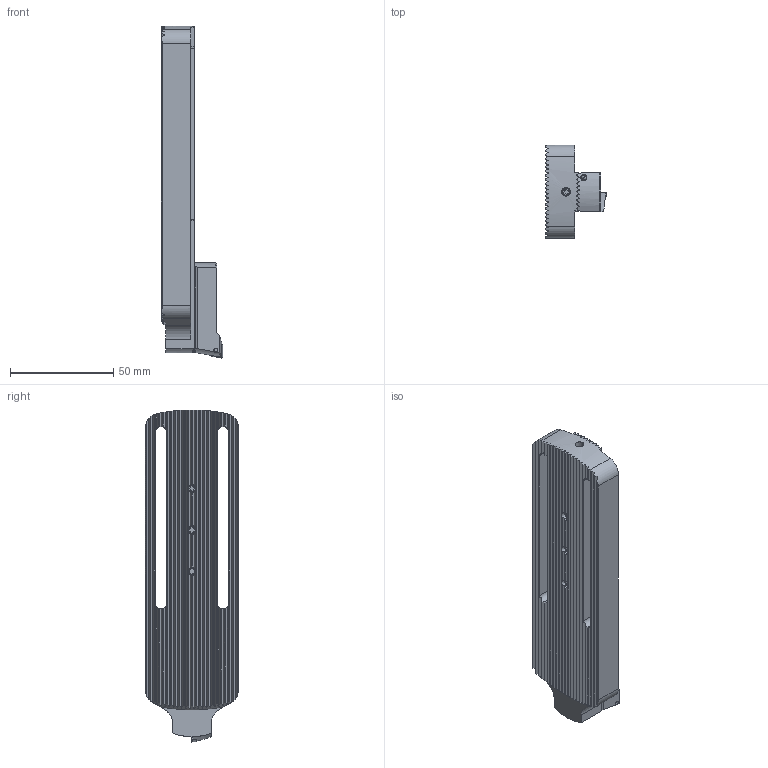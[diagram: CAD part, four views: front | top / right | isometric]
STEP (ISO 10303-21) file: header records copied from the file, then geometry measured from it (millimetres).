
FILE_DESCRIPTION (( 'STEP AP203' ), '1' );
FILE_NAME ('B12.162.320.158.STEP', '2018-02-21T14:23:25', ( 'SWIAdmin' ), ( 'Hewlett-Packard Company' ), 'SwSTEP 2.0', 'SolidWorks 2017', '' );
FILE_SCHEMA (( 'CONFIG_CONTROL_DESIGN' ));
Length unit declared in the file: millimetre
Products named in the file (9): B12.162.320.158; MH1-BV2.K02.015_B; BV2-WCA.K11.014_B; BN 1392 - M5 x 16; CCMT060204; WCA-ER2.001.005_A; KVT_MB_600_030; ISO 4026 - M4 x 5; KVT_MB_600_040
Assembly tree (11 placements, depth 2):
  B12.162.320.158
    MH1-BV2.K02.015_B
    BV2-WCA.K11.014_B
    BN 1392 - M5 x 16
    CCMT060204
    WCA-ER2.001.005_A
    KVT_MB_600_030
    ISO 4026 - M4 x 5  x4
    KVT_MB_600_040
Bounding box: 29.58 x 45 x 160.5 mm (x, y, z)
Volume: 79040.2 mm3; surface area: 35974.3 mm2
Topology: 13 solids, 13 shells, 1594 faces, 4227 edges, 2696 vertices
Faces by surface type: plane 916, bspline 299, cylinder 225, cone 136, torus 12, sphere 6
Entity records: 66399 total; most frequent: CARTESIAN_POINT 30244, ORIENTED_EDGE 8214, DIRECTION 5840, EDGE_CURVE 4107, VERTEX_POINT 2630, LINE 2480, VECTOR 2480, AXIS2_PLACEMENT_3D 1680
